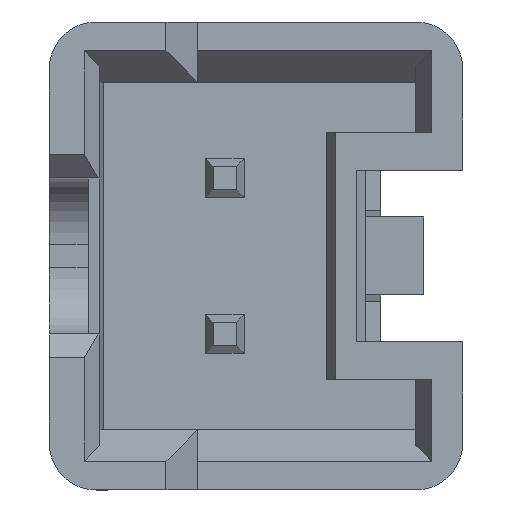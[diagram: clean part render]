
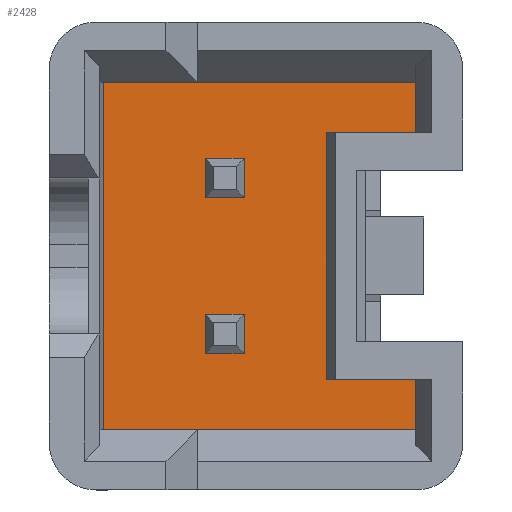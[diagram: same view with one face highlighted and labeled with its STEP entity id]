
A CAD part, front view. The second image highlights one B-rep face of the part: STEP entity #2428.
In plain terms, the highlighted planar face has unit normal (0, -1, 0).
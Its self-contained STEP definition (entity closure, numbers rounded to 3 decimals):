
#38=FACE_BOUND('',#194,.T.);
#39=FACE_BOUND('',#195,.T.);
#67=FACE_OUTER_BOUND('',#193,.T.);
#193=EDGE_LOOP('',(#1601,#1602,#1603,#1604,#1605,#1606,#1607,#1608));
#194=EDGE_LOOP('',(#1609,#1610,#1611,#1612));
#195=EDGE_LOOP('',(#1613,#1614,#1615,#1616));
#310=LINE('',#3325,#629);
#320=LINE('',#3345,#639);
#343=LINE('',#3391,#662);
#346=LINE('',#3396,#665);
#365=LINE('',#3437,#684);
#366=LINE('',#3439,#685);
#367=LINE('',#3441,#686);
#368=LINE('',#3443,#687);
#369=LINE('',#3445,#688);
#370=LINE('',#3447,#689);
#371=LINE('',#3449,#690);
#372=LINE('',#3450,#691);
#373=LINE('',#3453,#692);
#374=LINE('',#3455,#693);
#375=LINE('',#3457,#694);
#376=LINE('',#3458,#695);
#629=VECTOR('',#2711,10.);
#639=VECTOR('',#2727,10.);
#662=VECTOR('',#2772,10.);
#665=VECTOR('',#2777,10.);
#684=VECTOR('',#2812,10.);
#685=VECTOR('',#2813,10.);
#686=VECTOR('',#2814,10.);
#687=VECTOR('',#2815,10.);
#688=VECTOR('',#2816,10.);
#689=VECTOR('',#2817,10.);
#690=VECTOR('',#2818,10.);
#691=VECTOR('',#2819,10.);
#692=VECTOR('',#2820,10.);
#693=VECTOR('',#2821,10.);
#694=VECTOR('',#2822,10.);
#695=VECTOR('',#2823,10.);
#948=VERTEX_POINT('',#3323);
#949=VERTEX_POINT('',#3324);
#956=VERTEX_POINT('',#3344);
#968=VERTEX_POINT('',#3390);
#982=VERTEX_POINT('',#3435);
#983=VERTEX_POINT('',#3436);
#984=VERTEX_POINT('',#3438);
#985=VERTEX_POINT('',#3440);
#986=VERTEX_POINT('',#3442);
#987=VERTEX_POINT('',#3444);
#988=VERTEX_POINT('',#3446);
#989=VERTEX_POINT('',#3448);
#990=VERTEX_POINT('',#3451);
#991=VERTEX_POINT('',#3452);
#992=VERTEX_POINT('',#3454);
#993=VERTEX_POINT('',#3456);
#1164=EDGE_CURVE('',#948,#949,#310,.T.);
#1174=EDGE_CURVE('',#949,#956,#320,.T.);
#1197=EDGE_CURVE('',#968,#948,#343,.T.);
#1200=EDGE_CURVE('',#956,#968,#346,.T.);
#1219=EDGE_CURVE('',#982,#983,#365,.T.);
#1220=EDGE_CURVE('',#983,#984,#366,.T.);
#1221=EDGE_CURVE('',#984,#985,#367,.T.);
#1222=EDGE_CURVE('',#985,#986,#368,.T.);
#1223=EDGE_CURVE('',#986,#987,#369,.T.);
#1224=EDGE_CURVE('',#987,#988,#370,.T.);
#1225=EDGE_CURVE('',#988,#989,#371,.T.);
#1226=EDGE_CURVE('',#989,#982,#372,.T.);
#1227=EDGE_CURVE('',#990,#991,#373,.T.);
#1228=EDGE_CURVE('',#992,#990,#374,.T.);
#1229=EDGE_CURVE('',#993,#992,#375,.T.);
#1230=EDGE_CURVE('',#991,#993,#376,.T.);
#1601=ORIENTED_EDGE('',*,*,#1219,.T.);
#1602=ORIENTED_EDGE('',*,*,#1220,.T.);
#1603=ORIENTED_EDGE('',*,*,#1221,.T.);
#1604=ORIENTED_EDGE('',*,*,#1222,.T.);
#1605=ORIENTED_EDGE('',*,*,#1223,.T.);
#1606=ORIENTED_EDGE('',*,*,#1224,.T.);
#1607=ORIENTED_EDGE('',*,*,#1225,.T.);
#1608=ORIENTED_EDGE('',*,*,#1226,.T.);
#1609=ORIENTED_EDGE('',*,*,#1164,.T.);
#1610=ORIENTED_EDGE('',*,*,#1174,.T.);
#1611=ORIENTED_EDGE('',*,*,#1200,.T.);
#1612=ORIENTED_EDGE('',*,*,#1197,.T.);
#1613=ORIENTED_EDGE('',*,*,#1227,.F.);
#1614=ORIENTED_EDGE('',*,*,#1228,.F.);
#1615=ORIENTED_EDGE('',*,*,#1229,.F.);
#1616=ORIENTED_EDGE('',*,*,#1230,.F.);
#2183=PLANE('',#2577);
#2428=ADVANCED_FACE('',(#67,#38,#39),#2183,.T.);
#2577=AXIS2_PLACEMENT_3D('',#3434,#2810,#2811);
#2711=DIRECTION('',(-1.,0.,0.));
#2727=DIRECTION('',(0.,0.,1.));
#2772=DIRECTION('',(0.,0.,-1.));
#2777=DIRECTION('',(1.,0.,0.));
#2810=DIRECTION('center_axis',(0.,-1.,0.));
#2811=DIRECTION('ref_axis',(0.,0.,
-1.));
#2812=DIRECTION('',(0.,0.,1.));
#2813=DIRECTION('',(-1.,0.,0.));
#2814=DIRECTION('',(0.,0.,1.));
#2815=DIRECTION('',(1.,0.,0.));
#2816=DIRECTION('',(0.,0.,1.));
#2817=DIRECTION('',(-1.,0.,0.));
#2818=DIRECTION('',(0.,0.,-1.));
#2819=DIRECTION('',(1.,0.,0.));
#2820=DIRECTION('',(1.,0.,0.));
#2821=DIRECTION('',(0.,0.,-1.));
#2822=DIRECTION('',(-1.,0.,0.));
#2823=DIRECTION('',(0.,0.,1.));
#3323=CARTESIAN_POINT('',(7.542,-6.134,2.536));
#3324=CARTESIAN_POINT('',(7.042,-6.134,2.536));
#3325=CARTESIAN_POINT('',(7.442,-6.134,2.536));
#3344=CARTESIAN_POINT('',(7.042,-6.134,3.036));
#3345=CARTESIAN_POINT('',(7.042,-6.134,3.276));
#3390=CARTESIAN_POINT('',(7.542,-6.134,3.036));
#3391=CARTESIAN_POINT('',(7.542,-6.134,3.276));
#3396=CARTESIAN_POINT('',(7.442,-6.134,3.036));
#3434=CARTESIAN_POINT('Origin',(7.742,-6.134,4.016));
#3435=CARTESIAN_POINT('',(9.742,-6.134,-0.444));
#3436=CARTESIAN_POINT('',(9.742,-6.134,0.206));
#3437=CARTESIAN_POINT('',(9.742,-6.134,-0.444));
#3438=CARTESIAN_POINT('',(8.592,-6.134,0.206));
#3439=CARTESIAN_POINT('',(9.742,-6.134,0.206));
#3440=CARTESIAN_POINT('',(8.592,-6.134,3.366));
#3441=CARTESIAN_POINT('',(8.592,-6.134,0.206));
#3442=CARTESIAN_POINT('',(9.742,-6.134,3.366));
#3443=CARTESIAN_POINT('',(8.592,-6.134,3.366));
#3444=CARTESIAN_POINT('',(9.742,-6.134,4.016));
#3445=CARTESIAN_POINT('',(9.742,-6.134,3.366));
#3446=CARTESIAN_POINT('',(5.742,-6.134,4.016));
#3447=CARTESIAN_POINT('',(9.742,-6.134,4.016));
#3448=CARTESIAN_POINT('',(5.742,-6.134,-0.444));
#3449=CARTESIAN_POINT('',(5.742,-6.134,4.016));
#3450=CARTESIAN_POINT('',(5.742,-6.134,-0.444));
#3451=CARTESIAN_POINT('',(7.042,-6.134,0.536));
#3452=CARTESIAN_POINT('',(7.542,-6.134,0.536));
#3453=CARTESIAN_POINT('',(7.442,-6.134,0.536));
#3454=CARTESIAN_POINT('',(7.042,-6.134,1.036));
#3455=CARTESIAN_POINT('',(7.042,-6.134,2.276));
#3456=CARTESIAN_POINT('',(7.542,-6.134,1.036));
#3457=CARTESIAN_POINT('',(7.442,-6.134,1.036));
#3458=CARTESIAN_POINT('',(7.542,-6.134,2.276));
